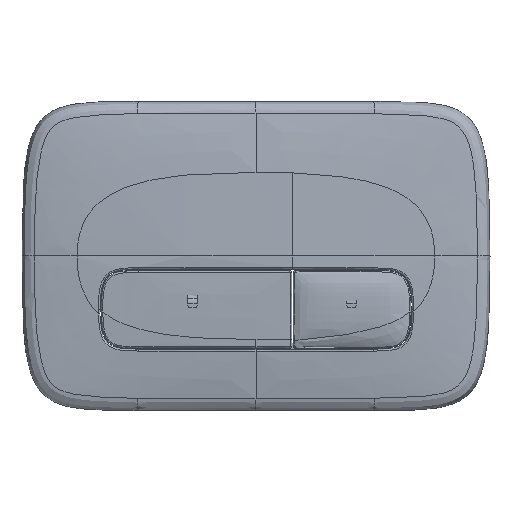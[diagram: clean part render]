
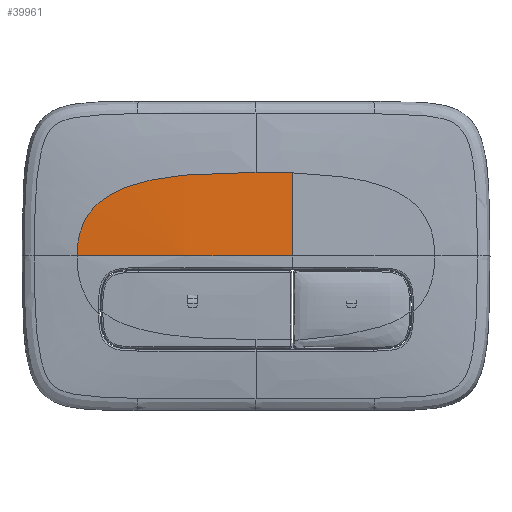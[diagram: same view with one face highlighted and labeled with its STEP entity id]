
A CAD part, top view. The second image highlights one B-rep face of the part: STEP entity #39961.
In plain terms, the highlighted free-form (B-spline) face has degree [3, 3] with [6, 5] control points.
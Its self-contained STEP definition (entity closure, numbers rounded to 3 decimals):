
#119=CARTESIAN_POINT('',(-97.104,0.,11.099));
#120=CARTESIAN_POINT('',(-81.244,0.,
12.374));
#121=CARTESIAN_POINT('',(-48.876,0.,
13.885));
#122=CARTESIAN_POINT('',(-9.898,0.,
14.224));
#123=CARTESIAN_POINT('',(13.22,0.,14.135));
#124=CARTESIAN_POINT('',(19.83,0.,14.079));
#126=CARTESIAN_POINT('',(0.,45.401,12.71));
#127=CARTESIAN_POINT('',(-3.931,45.401,12.71));
#128=CARTESIAN_POINT('',(-11.809,45.341,12.697));
#129=CARTESIAN_POINT('',(-21.49,45.058,12.646));
#130=CARTESIAN_POINT('',(-29.105,44.663,12.585));
#131=CARTESIAN_POINT('',(-34.716,44.272,12.53));
#132=CARTESIAN_POINT('',(-40.249,43.767,12.465));
#133=CARTESIAN_POINT('',(-45.448,43.164,12.394));
#134=CARTESIAN_POINT('',(-50.399,42.45,12.317));
#135=CARTESIAN_POINT('',(-55.151,41.614,12.235));
#136=CARTESIAN_POINT('',(-58.481,40.901,12.171));
#137=CARTESIAN_POINT('',(-61.576,40.157,12.108));
#138=CARTESIAN_POINT('',(-63.296,39.702,12.072));
#139=CARTESIAN_POINT('',(-65.374,39.095,12.026));
#140=CARTESIAN_POINT('',(-66.885,38.632,11.992));
#141=CARTESIAN_POINT('',(-68.946,37.942,11.943));
#142=CARTESIAN_POINT('',(-71.158,37.121,11.889));
#143=CARTESIAN_POINT('',(-73.334,36.225,11.834));
#144=CARTESIAN_POINT('',(-75.47,35.249,11.777));
#145=CARTESIAN_POINT('',(-77.559,34.185,11.72));
#146=CARTESIAN_POINT('',(-79.591,33.028,11.662));
#147=CARTESIAN_POINT('',(-81.558,31.772,11.604));
#148=CARTESIAN_POINT('',(-83.45,30.41,11.547));
#149=CARTESIAN_POINT('',(-85.856,28.451,11.472));
#150=CARTESIAN_POINT('',(-88.122,26.21,11.398));
#151=CARTESIAN_POINT('',(-90.069,23.809,11.333));
#152=CARTESIAN_POINT('',(-91.835,21.279,11.274));
#153=CARTESIAN_POINT('',(-93.657,17.974,11.211));
#154=CARTESIAN_POINT('',(-95.304,13.655,11.156));
#155=CARTESIAN_POINT('',(-96.391,9.169,11.12));
#156=CARTESIAN_POINT('',(-96.987,4.603,11.102));
#157=CARTESIAN_POINT('',(-97.104,1.534,11.099));
#158=CARTESIAN_POINT('',(-97.104,0.,11.099));
#160=CARTESIAN_POINT('',(19.83,45.087,12.653));
#161=CARTESIAN_POINT('',(17.166,45.181,12.668));
#162=CARTESIAN_POINT('',(10.584,45.351,12.698));
#163=CARTESIAN_POINT('',(3.931,45.401,12.71));
#164=CARTESIAN_POINT('',(0.,45.401,12.71));
#291=CARTESIAN_POINT('',(19.83,45.087,12.653));
#292=CARTESIAN_POINT('',(19.83,30.058,13.612));
#293=CARTESIAN_POINT('',(19.83,15.029,14.079));
#294=CARTESIAN_POINT('',(19.83,0.,14.079));
#34795=VERTEX_POINT('',#160);
#34796=VERTEX_POINT('',#164);
#34797=VERTEX_POINT('',#119);
#34798=VERTEX_POINT('',#124);
#39922=CARTESIAN_POINT('',(-98.27,45.854,
9.909));
#39923=CARTESIAN_POINT('',(-98.27,30.569,
10.697));
#39924=CARTESIAN_POINT('',(-98.27,15.134,
11.007));
#39925=CARTESIAN_POINT('',(-98.27,-0.302,
11.004));
#39926=CARTESIAN_POINT('',(-98.27,-0.453,
11.004));
#39927=CARTESIAN_POINT('',(-82.021,45.854,
11.072));
#39928=CARTESIAN_POINT('',(-82.021,30.569,
11.938));
#39929=CARTESIAN_POINT('',(-82.021,15.134,
12.341));
#39930=CARTESIAN_POINT('',(-82.021,-0.302,
12.337));
#39931=CARTESIAN_POINT('',(-82.021,-0.453,
12.337));
#39932=CARTESIAN_POINT('',(-49.264,45.854,
12.398));
#39933=CARTESIAN_POINT('',(-49.264,30.569,
13.384));
#39934=CARTESIAN_POINT('',(-49.264,15.134,
13.888));
#39935=CARTESIAN_POINT('',(-49.264,-0.302,
13.884));
#39936=CARTESIAN_POINT('',(-49.264,-0.453,
13.883));
#39937=CARTESIAN_POINT('',(-9.509,45.854,
12.741));
#39938=CARTESIAN_POINT('',(-9.509,30.569,
13.748));
#39939=CARTESIAN_POINT('',(-9.509,15.134,
14.227));
#39940=CARTESIAN_POINT('',(-9.509,-0.302,
14.222));
#39941=CARTESIAN_POINT('',(-9.509,-0.453,
14.222));
#39942=CARTESIAN_POINT('',(13.997,45.854,12.655));
#39943=CARTESIAN_POINT('',(13.997,30.569,13.657));
#39944=CARTESIAN_POINT('',(13.997,15.134,14.142));
#39945=CARTESIAN_POINT('',(13.997,-0.302,
14.137));
#39946=CARTESIAN_POINT('',(13.997,-0.453,
14.137));
#39947=CARTESIAN_POINT('',(20.996,45.854,12.595));
#39948=CARTESIAN_POINT('',(20.996,30.569,13.592));
#39949=CARTESIAN_POINT('',(20.996,15.134,14.078));
#39950=CARTESIAN_POINT('',(20.996,-0.302,
14.073));
#39951=CARTESIAN_POINT('',(20.996,-0.453,
14.073));
#39952=B_SPLINE_SURFACE_WITH_KNOTS('',3,3,((#39922,#39923,#39924,#39925,#39926),
(#39927,#39928,#39929,#39930,#39931),(#39932,#39933,#39934,#39935,#39936),(
#39937,#39938,#39939,#39940,#39941),(#39942,#39943,#39944,#39945,#39946),
(#39947,#39948,#39949,#39950,#39951)),.UNSPECIFIED.,.F.,.F.,.F.,(4,1,1,4),(4,1,
4),(-98.27,-49.523,0.,20.996),(
-45.854,0.,0.453),.UNSPECIFIED.);
#39954=ORIENTED_EDGE('',*,*,#39953,.F.);
#39955=ORIENTED_EDGE('',*,*,#39913,.F.);
#39956=ORIENTED_EDGE('',*,*,#39036,.F.);
#39958=ORIENTED_EDGE('',*,*,#39957,.T.);
#39959=EDGE_LOOP('',(#39954,#39955,#39956,#39958));
#39960=FACE_OUTER_BOUND('',#39959,.F.);
#39961=ADVANCED_FACE('',(#39960),#39952,.F.);
#125=B_SPLINE_CURVE_WITH_KNOTS('',3,(#119,#120,#121,#122,#123,#124),
.UNSPECIFIED.,.F.,.F.,(4,1,1,4),(0.,0.407,0.83,1.),
.UNSPECIFIED.);
#159=B_SPLINE_CURVE_WITH_KNOTS('',3,(#126,#127,#128,#129,#130,#131,#132,#133,
#134,#135,#136,#137,#138,#139,#140,#141,#142,#143,#144,#145,#146,#147,#148,#149,
#150,#151,#152,#153,#154,#155,#156,#157,#158),.UNSPECIFIED.,.F.,.F.,(4,1,1,1,1,
1,1,1,1,1,1,1,1,1,1,1,1,1,1,1,1,1,1,1,1,1,1,1,1,1,4),(0.,0.088,
0.177,0.22,0.265,0.309,0.353,0.394,
0.434,0.475,0.48,0.515,0.52,
0.535,0.555,0.576,0.596,0.616,
0.636,0.657,0.677,0.697,0.717,
0.758,0.78,0.798,0.838,0.879,
0.919,0.96,1.),.UNSPECIFIED.);
#165=B_SPLINE_CURVE_WITH_KNOTS('',3,(#160,#161,#162,#163,#164),.UNSPECIFIED.,
.F.,.F.,(4,1,4),(0.,0.408,1.),.UNSPECIFIED.);
#295=B_SPLINE_CURVE_WITH_KNOTS('',3,(#291,#292,#293,#294),.UNSPECIFIED.,.F.,.F.,
(4,4),(0.,1.),.UNSPECIFIED.);
#39036=EDGE_CURVE('',#34795,#34796,#165,.T.);
#39913=EDGE_CURVE('',#34796,#34797,#159,.T.);
#39953=EDGE_CURVE('',#34797,#34798,#125,.T.);
#39957=EDGE_CURVE('',#34795,#34798,#295,.T.);
